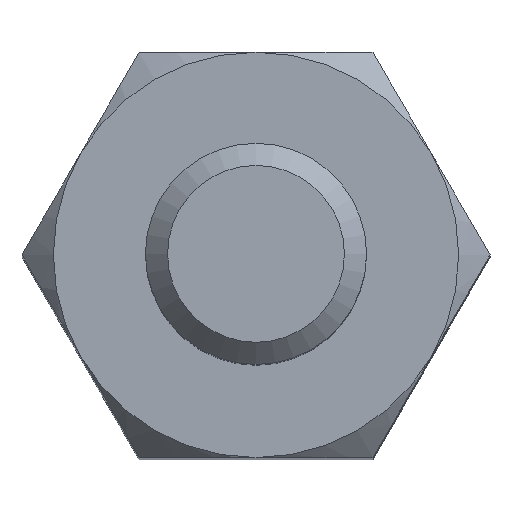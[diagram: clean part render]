
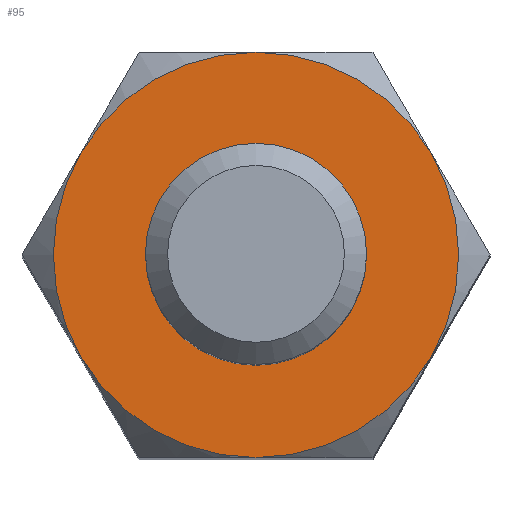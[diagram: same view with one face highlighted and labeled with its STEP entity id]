
A CAD part, top view. The second image highlights one B-rep face of the part: STEP entity #95.
In plain terms, the highlighted planar face has unit normal (0, 0, 1).
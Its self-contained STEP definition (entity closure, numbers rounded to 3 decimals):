
#95 = ADVANCED_FACE( '', ( #201, #202 ), #203, .F. );
#201 = FACE_BOUND( '', #313, .T. );
#202 = FACE_OUTER_BOUND( '', #314, .T. );
#203 = PLANE( '', #315 );
#313 = EDGE_LOOP( '', ( #498 ) );
#314 = EDGE_LOOP( '', ( #499, #500, #501, #502, #503, #504 ) );
#315 = AXIS2_PLACEMENT_3D( '', #505, #506, #507 );
#498 = ORIENTED_EDGE( '', *, *, #650, .T. );
#499 = ORIENTED_EDGE( '', *, *, #624, .T. );
#500 = ORIENTED_EDGE( '', *, *, #651, .T. );
#501 = ORIENTED_EDGE( '', *, *, #594, .T. );
#502 = ORIENTED_EDGE( '', *, *, #633, .T. );
#503 = ORIENTED_EDGE( '', *, *, #619, .T. );
#504 = ORIENTED_EDGE( '', *, *, #652, .T. );
#505 = CARTESIAN_POINT( '', ( 0., 0., 0. ) );
#506 = DIRECTION( '', ( 0., 0., -1. ) );
#507 = DIRECTION( '', ( -1., 0., 0. ) );
#594 = EDGE_CURVE( '', #682, #686, #688, .F. );
#619 = EDGE_CURVE( '', #728, #726, #729, .F. );
#624 = EDGE_CURVE( '', #732, #735, #737, .F. );
#633 = EDGE_CURVE( '', #686, #728, #747, .F. );
#650 = EDGE_CURVE( '', #768, #768, #769, .T. );
#651 = EDGE_CURVE( '', #735, #682, #770, .F. );
#652 = EDGE_CURVE( '', #726, #732, #771, .T. );
#682 = VERTEX_POINT( '', #817 );
#686 = VERTEX_POINT( '', #835 );
#688 = CIRCLE( '', #844, 2.75 );
#726 = VERTEX_POINT( '', #933 );
#728 = VERTEX_POINT( '', #942 );
#729 = CIRCLE( '', #943, 2.75 );
#732 = VERTEX_POINT( '', #951 );
#735 = VERTEX_POINT( '', #959 );
#737 = CIRCLE( '', #968, 2.75 );
#747 = CIRCLE( '', #985, 2.75 );
#768 = VERTEX_POINT( '', #1038 );
#769 = CIRCLE( '', #1039, 1.3 );
#770 = CIRCLE( '', #1040, 2.75 );
#771 = CIRCLE( '', #1041, 2.75 );
#817 = CARTESIAN_POINT( '', ( 0., -2.75, 0. ) );
#835 = CARTESIAN_POINT( '', ( 2.382, -1.375, 0. ) );
#844 = AXIS2_PLACEMENT_3D( '', #1071, #1072, #1073 );
#933 = CARTESIAN_POINT( '', ( 0., 2.75, 0. ) );
#942 = CARTESIAN_POINT( '', ( 2.382, 1.375, 0. ) );
#943 = AXIS2_PLACEMENT_3D( '', #1096, #1097, #1098 );
#951 = CARTESIAN_POINT( '', ( -2.382, 1.375, 0. ) );
#959 = CARTESIAN_POINT( '', ( -2.382, -1.375, 0. ) );
#968 = AXIS2_PLACEMENT_3D( '', #1099, #1100, #1101 );
#985 = AXIS2_PLACEMENT_3D( '', #1108, #1109, #1110 );
#1038 = CARTESIAN_POINT( '', ( -1.3, 0., 0. ) );
#1039 = AXIS2_PLACEMENT_3D( '', #1120, #1121, #1122 );
#1040 = AXIS2_PLACEMENT_3D( '', #1123, #1124, #1125 );
#1041 = AXIS2_PLACEMENT_3D( '', #1126, #1127, #1128 );
#1071 = CARTESIAN_POINT( '', ( 0., 0., 0. ) );
#1072 = DIRECTION( '', ( 0., 0., -1. ) );
#1073 = DIRECTION( '', ( -1., 0., 0. ) );
#1096 = CARTESIAN_POINT( '', ( 0., 0., 0. ) );
#1097 = DIRECTION( '', ( 0., 0., -1. ) );
#1098 = DIRECTION( '', ( -1., 0., 0. ) );
#1099 = CARTESIAN_POINT( '', ( 0., 0., 0. ) );
#1100 = DIRECTION( '', ( 0., 0., -1. ) );
#1101 = DIRECTION( '', ( -1., 0., 0. ) );
#1108 = CARTESIAN_POINT( '', ( 0., 0., 0. ) );
#1109 = DIRECTION( '', ( 0., 0., -1. ) );
#1110 = DIRECTION( '', ( -1., 0., 0. ) );
#1120 = CARTESIAN_POINT( '', ( 0., 0., 0. ) );
#1121 = DIRECTION( '', ( 0., 0., -1. ) );
#1122 = DIRECTION( '', ( -1., 0., 0. ) );
#1123 = CARTESIAN_POINT( '', ( 0., 0., 0. ) );
#1124 = DIRECTION( '', ( 0., 0., -1. ) );
#1125 = DIRECTION( '', ( -1., 0., 0. ) );
#1126 = CARTESIAN_POINT( '', ( 0., 0., 0. ) );
#1127 = DIRECTION( '', ( 0., 0., 1. ) );
#1128 = DIRECTION( '', ( 1., 0., 0. ) );
